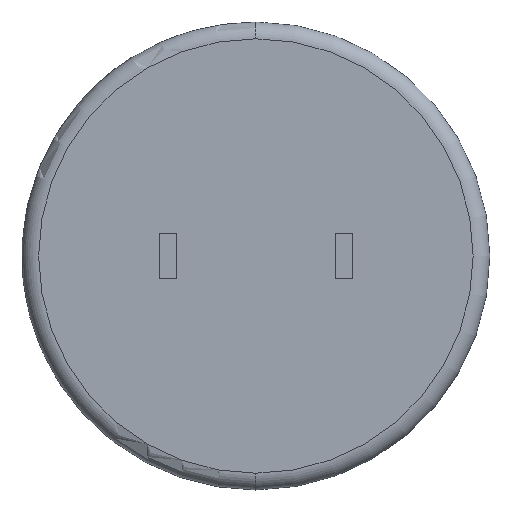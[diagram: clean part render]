
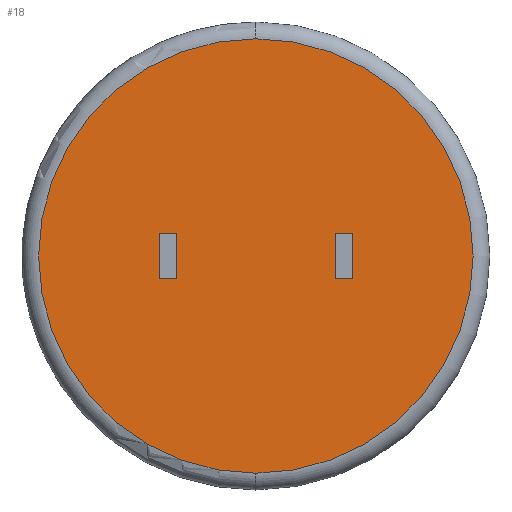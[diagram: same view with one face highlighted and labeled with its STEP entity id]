
A CAD part, front view. The second image highlights one B-rep face of the part: STEP entity #18.
In plain terms, the highlighted planar face has unit normal (0, -1, 0).
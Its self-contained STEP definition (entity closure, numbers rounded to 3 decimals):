
#18 = ADVANCED_FACE ( 'NONE', ( #667, #2071, #2275 ), #671, .F. ) ;
#62 = EDGE_LOOP ( 'NONE', ( #1886, #1558 ) ) ;
#72 = CARTESIAN_POINT ( 'NONE',  ( -2.79, 0., -0.65 ) ) ;
#137 = EDGE_LOOP ( 'NONE', ( #2450, #261, #1185, #1543 ) ) ;
#163 = CARTESIAN_POINT ( 'NONE',  ( 0., 0., 0. ) ) ;
#167 = EDGE_CURVE ( 'NONE', #2011, #338, #1210, .T. ) ;
#169 = EDGE_LOOP ( 'NONE', ( #2385, #2313, #2484, #1904 ) ) ;
#219 = EDGE_CURVE ( 'NONE', #2037, #813, #2105, .T. ) ;
#261 = ORIENTED_EDGE ( 'NONE', *, *, #351, .T. ) ;
#287 = DIRECTION ( 'NONE',  ( 1., 0., 0. ) ) ;
#294 = CARTESIAN_POINT ( 'NONE',  ( -2.79, 0., -0.65 ) ) ;
#301 = CARTESIAN_POINT ( 'NONE',  ( -2.79, 0., 0.65 ) ) ;
#303 = AXIS2_PLACEMENT_3D ( 'NONE', #163, #1206, #2029 ) ;
#311 = VECTOR ( 'NONE', #2410, 1000. ) ;
#338 = VERTEX_POINT ( 'NONE', #1250 ) ;
#351 = EDGE_CURVE ( 'NONE', #2055, #1172, #494, .T. ) ;
#377 = CARTESIAN_POINT ( 'NONE',  ( -2.29, 0., 0.65 ) ) ;
#391 = VECTOR ( 'NONE', #2717, 1000. ) ;
#454 = VECTOR ( 'NONE', #287, 1000. ) ;
#494 = LINE ( 'NONE', #2520, #391 ) ;
#509 = CARTESIAN_POINT ( 'NONE',  ( 2.79, 0., 0. ) ) ;
#533 = CARTESIAN_POINT ( 'NONE',  ( -2.29, 0., -0.65 ) ) ;
#598 = AXIS2_PLACEMENT_3D ( 'NONE', #1469, #2086, #2075 ) ;
#619 = LINE ( 'NONE', #1917, #2154 ) ;
#666 = DIRECTION ( 'NONE',  ( 0., 0., -1. ) ) ;
#667 = FACE_OUTER_BOUND ( 'NONE', #62, .T. ) ;
#671 = PLANE ( 'NONE',  #1447 ) ;
#744 = CARTESIAN_POINT ( 'NONE',  ( 2.29, 0., 0.65 ) ) ;
#813 = VERTEX_POINT ( 'NONE', #2535 ) ;
#873 = DIRECTION ( 'NONE',  ( 0., 1., 0. ) ) ;
#882 = DIRECTION ( 'NONE',  ( 0., 0., 1. ) ) ;
#895 = LINE ( 'NONE', #1633, #1673 ) ;
#948 = CARTESIAN_POINT ( 'NONE',  ( 2.29, 0., 0.65 ) ) ;
#968 = DIRECTION ( 'NONE',  ( -1., 0., 0. ) ) ;
#1037 = EDGE_CURVE ( 'NONE', #1457, #1112, #1536, .T. ) ;
#1064 = CIRCLE ( 'NONE', #598, 6.266 ) ;
#1112 = VERTEX_POINT ( 'NONE', #533 ) ;
#1172 = VERTEX_POINT ( 'NONE', #2653 ) ;
#1185 = ORIENTED_EDGE ( 'NONE', *, *, #1793, .T. ) ;
#1206 = DIRECTION ( 'NONE',  ( 0., -1., 0. ) ) ;
#1210 = LINE ( 'NONE', #2064, #2238 ) ;
#1223 = VERTEX_POINT ( 'NONE', #744 ) ;
#1250 = CARTESIAN_POINT ( 'NONE',  ( 2.79, 0., -0.65 ) ) ;
#1288 = VECTOR ( 'NONE', #968, 1000. ) ;
#1447 = AXIS2_PLACEMENT_3D ( 'NONE', #2135, #873, #882 ) ;
#1457 = VERTEX_POINT ( 'NONE', #294 ) ;
#1469 = CARTESIAN_POINT ( 'NONE',  ( 0., 0., 0. ) ) ;
#1536 = LINE ( 'NONE', #72, #454 ) ;
#1543 = ORIENTED_EDGE ( 'NONE', *, *, #1037, .F. ) ;
#1558 = ORIENTED_EDGE ( 'NONE', *, *, #2326, .T. ) ;
#1633 = CARTESIAN_POINT ( 'NONE',  ( -2.79, 0., 0. ) ) ;
#1673 = VECTOR ( 'NONE', #1831, 1000. ) ;
#1709 = LINE ( 'NONE', #377, #1845 ) ;
#1761 = CARTESIAN_POINT ( 'NONE',  ( 2.29, 0., -0.65 ) ) ;
#1793 = EDGE_CURVE ( 'NONE', #1172, #1112, #1709, .T. ) ;
#1811 = VERTEX_POINT ( 'NONE', #2273 ) ;
#1831 = DIRECTION ( 'NONE',  ( 0., 0., 1. ) ) ;
#1842 = DIRECTION ( 'NONE',  ( 1., 0., 0. ) ) ;
#1845 = VECTOR ( 'NONE', #2325, 1000. ) ;
#1886 = ORIENTED_EDGE ( 'NONE', *, *, #219, .T. ) ;
#1904 = ORIENTED_EDGE ( 'NONE', *, *, #167, .F. ) ;
#1917 = CARTESIAN_POINT ( 'NONE',  ( 2.29, 0., -0.65 ) ) ;
#2011 = VERTEX_POINT ( 'NONE', #1761 ) ;
#2029 = DIRECTION ( 'NONE',  ( 0., 0., 1. ) ) ;
#2037 = VERTEX_POINT ( 'NONE', #2187 ) ;
#2055 = VERTEX_POINT ( 'NONE', #301 ) ;
#2064 = CARTESIAN_POINT ( 'NONE',  ( 2.29, 0., -0.65 ) ) ;
#2071 = FACE_BOUND ( 'NONE', #137, .T. ) ;
#2075 = DIRECTION ( 'NONE',  ( 0., 0., 1. ) ) ;
#2086 = DIRECTION ( 'NONE',  ( 0., -1., 0. ) ) ;
#2105 = CIRCLE ( 'NONE', #303, 6.266 ) ;
#2135 = CARTESIAN_POINT ( 'NONE',  ( 0., 0., 0. ) ) ;
#2154 = VECTOR ( 'NONE', #666, 1000. ) ;
#2187 = CARTESIAN_POINT ( 'NONE',  ( 0., 0., 6.266 ) ) ;
#2188 = LINE ( 'NONE', #948, #1288 ) ;
#2221 = EDGE_CURVE ( 'NONE', #1457, #2055, #895, .T. ) ;
#2238 = VECTOR ( 'NONE', #1842, 1000. ) ;
#2273 = CARTESIAN_POINT ( 'NONE',  ( 2.79, 0., 0.65 ) ) ;
#2275 = FACE_BOUND ( 'NONE', #169, .T. ) ;
#2313 = ORIENTED_EDGE ( 'NONE', *, *, #2709, .F. ) ;
#2325 = DIRECTION ( 'NONE',  ( 0., 0., -1. ) ) ;
#2326 = EDGE_CURVE ( 'NONE', #813, #2037, #1064, .T. ) ;
#2385 = ORIENTED_EDGE ( 'NONE', *, *, #2462, .F. ) ;
#2410 = DIRECTION ( 'NONE',  ( 0., 0., 1. ) ) ;
#2450 = ORIENTED_EDGE ( 'NONE', *, *, #2221, .T. ) ;
#2462 = EDGE_CURVE ( 'NONE', #1223, #2011, #619, .T. ) ;
#2484 = ORIENTED_EDGE ( 'NONE', *, *, #2562, .F. ) ;
#2520 = CARTESIAN_POINT ( 'NONE',  ( -2.79, 0., 0.65 ) ) ;
#2535 = CARTESIAN_POINT ( 'NONE',  ( 0., 0., -6.266 ) ) ;
#2562 = EDGE_CURVE ( 'NONE', #338, #1811, #2765, .T. ) ;
#2653 = CARTESIAN_POINT ( 'NONE',  ( -2.29, 0., 0.65 ) ) ;
#2709 = EDGE_CURVE ( 'NONE', #1811, #1223, #2188, .T. ) ;
#2717 = DIRECTION ( 'NONE',  ( 1., 0., 0. ) ) ;
#2765 = LINE ( 'NONE', #509, #311 ) ;
